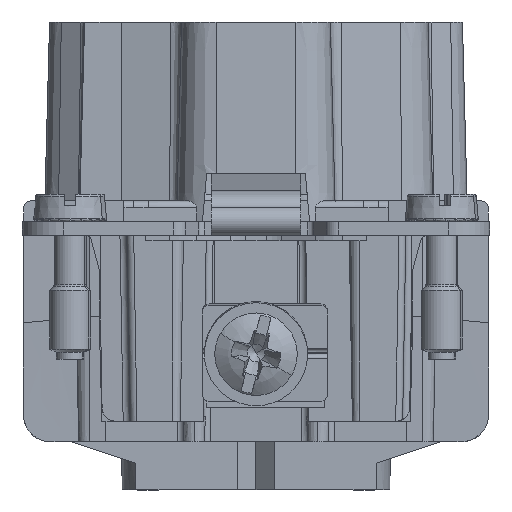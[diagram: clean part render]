
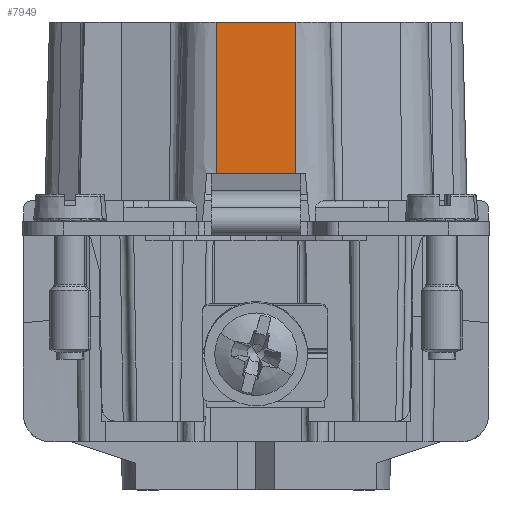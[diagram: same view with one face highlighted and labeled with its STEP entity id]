
A CAD part, front view. The second image highlights one B-rep face of the part: STEP entity #7949.
In plain terms, the highlighted planar face has unit normal (0, -1, 0.026).
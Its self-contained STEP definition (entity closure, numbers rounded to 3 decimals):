
#7929=AXIS2_PLACEMENT_3D('Plane Axis2P3D',#7926,#7927,#7928) ;
#5063=CARTESIAN_POINT('Vertex',(14.1,2.8,34.)) ;
#5066=CARTESIAN_POINT('Line Origine',(17.,2.8,34.)) ;
#5070=CARTESIAN_POINT('Vertex',(19.9,2.8,34.)) ;
#7893=CARTESIAN_POINT('Line Origine',(19.9,2.636,27.75)) ;
#7897=CARTESIAN_POINT('Vertex',(19.9,2.512,23.)) ;
#7926=CARTESIAN_POINT('Axis2P3D Location',(17.,2.8,34.)) ;
#7931=CARTESIAN_POINT('Line Origine',(17.,2.512,23.)) ;
#7935=CARTESIAN_POINT('Vertex',(14.1,2.512,23.)) ;
#7938=CARTESIAN_POINT('Line Origine',(14.1,2.636,27.75)) ;
#5067=DIRECTION('Vector Direction',(-1.,0.,0.)) ;
#7894=DIRECTION('Vector Direction',(0.,-0.026,-1.)) ;
#7927=DIRECTION('Axis2P3D Direction',(0.,1.,-0.026)) ;
#7928=DIRECTION('Axis2P3D XDirection',(1.,0.,0.)) ;
#7932=DIRECTION('Vector Direction',(1.,0.,0.)) ;
#7939=DIRECTION('Vector Direction',(0.,-0.026,-1.)) ;
#5068=VECTOR('Line Direction',#5067,1.) ;
#7895=VECTOR('Line Direction',#7894,1.) ;
#7933=VECTOR('Line Direction',#7932,1.) ;
#7940=VECTOR('Line Direction',#7939,1.) ;
#7944=ORIENTED_EDGE('',*,*,#7937,.T.) ;
#7945=ORIENTED_EDGE('',*,*,#7899,.F.) ;
#7946=ORIENTED_EDGE('',*,*,#5072,.F.) ;
#7947=ORIENTED_EDGE('',*,*,#7942,.T.) ;
#7949=ADVANCED_FACE('Hauptk\X2\00F6\X0\rper',(#7948),#7930,.F.) ;
#5072=EDGE_CURVE('',#5064,#5071,#5069,.F.) ;
#7899=EDGE_CURVE('',#5071,#7898,#7896,.T.) ;
#7937=EDGE_CURVE('',#7936,#7898,#7934,.T.) ;
#7942=EDGE_CURVE('',#5064,#7936,#7941,.T.) ;
#7943=EDGE_LOOP('',(#7944,#7945,#7946,#7947)) ;
#7948=FACE_OUTER_BOUND('',#7943,.T.) ;
#5069=LINE('Line',#5066,#5068) ;
#7896=LINE('Line',#7893,#7895) ;
#7934=LINE('Line',#7931,#7933) ;
#7941=LINE('Line',#7938,#7940) ;
#7930=PLANE('',#7929) ;
#5064=VERTEX_POINT('',#5063) ;
#5071=VERTEX_POINT('',#5070) ;
#7898=VERTEX_POINT('',#7897) ;
#7936=VERTEX_POINT('',#7935) ;
